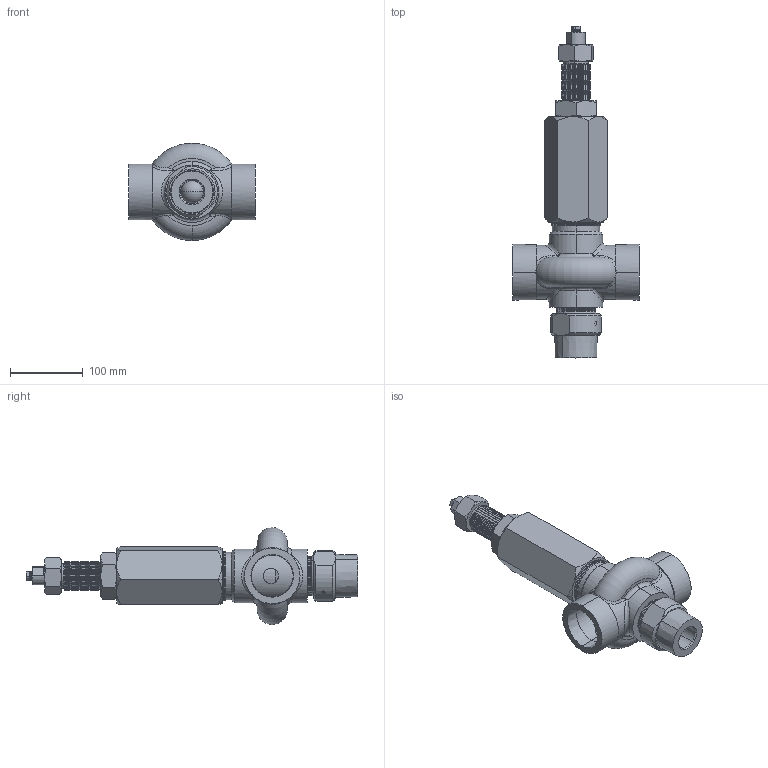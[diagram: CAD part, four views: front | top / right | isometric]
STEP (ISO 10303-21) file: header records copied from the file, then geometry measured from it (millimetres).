
FILE_DESCRIPTION (( 'STEP AP203' ), '1' );
FILE_NAME ('890704.STEP', '2017-06-08T12:49:22', ( '' ), ( '' ), 'SwSTEP 2.0', 'SolidWorks 2017', '' );
FILE_SCHEMA (( 'CONFIG_CONTROL_DESIGN' ));
Length unit declared in the file: inch
Products named in the file (1): 890704
Bounding box: 172.72 x 454.9 x 133.11 mm (x, y, z)
Volume: 1400250.1 mm3; surface area: 354257.9 mm2
Topology: 10 solids, 10 shells, 1101 faces, 2321 edges, 1259 vertices
Faces by surface type: cone 832, cylinder 117, plane 112, torus 24, bspline 10, sphere 6
Entity records: 32660 total; most frequent: CARTESIAN_POINT 8938, DIRECTION 5407, ORIENTED_EDGE 4634, EDGE_CURVE 2317, AXIS2_PLACEMENT_3D 2200, VERTEX_POINT 1259, EDGE_LOOP 1152, CIRCLE 1108
